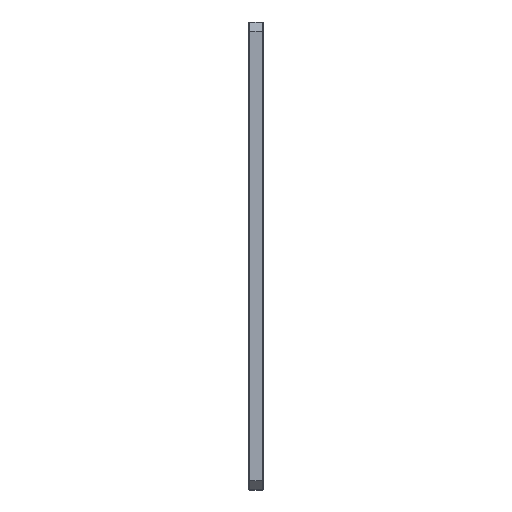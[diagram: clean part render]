
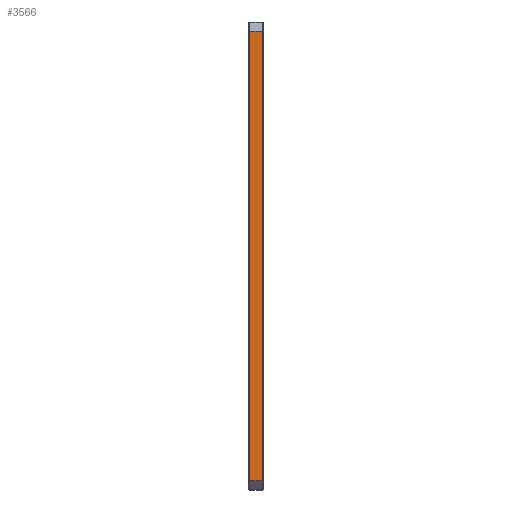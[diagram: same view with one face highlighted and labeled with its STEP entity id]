
A CAD part, left-side view. The second image highlights one B-rep face of the part: STEP entity #3566.
In plain terms, the highlighted planar face has unit normal (-1, 0, 0).
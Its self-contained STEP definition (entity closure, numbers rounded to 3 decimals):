
#209 = ORIENTED_EDGE ( 'NONE', *, *, #3361, .T. ) ;
#482 = VECTOR ( 'NONE', #1244, 1000. ) ;
#493 = FACE_OUTER_BOUND ( 'NONE', #4684, .T. ) ;
#785 = VECTOR ( 'NONE', #1318, 1000. ) ;
#886 = ORIENTED_EDGE ( 'NONE', *, *, #4643, .T. ) ;
#1244 = DIRECTION ( 'NONE',  ( 0., -1., 0. ) ) ;
#1275 = DIRECTION ( 'NONE',  ( 0., 0., -1. ) ) ;
#1318 = DIRECTION ( 'NONE',  ( 0., 1., 0. ) ) ;
#1740 = CARTESIAN_POINT ( 'NONE',  ( -580., 14., 247.5 ) ) ;
#1949 = DIRECTION ( 'NONE',  ( 0., 0., 1. ) ) ;
#2144 = CARTESIAN_POINT ( 'NONE',  ( -580., 14., 237.5 ) ) ;
#2737 = CARTESIAN_POINT ( 'NONE',  ( -580., 1., -237.5 ) ) ;
#3001 = DIRECTION ( 'NONE',  ( 1., 0., 0. ) ) ;
#3053 = VERTEX_POINT ( 'NONE', #2144 ) ;
#3065 = PLANE ( 'NONE',  #3740 ) ;
#3361 = EDGE_CURVE ( 'NONE', #3053, #4622, #5012, .T. ) ;
#3400 = CARTESIAN_POINT ( 'NONE',  ( -580., 1., 237.5 ) ) ;
#3452 = EDGE_CURVE ( 'NONE', #4622, #4290, #4079, .T. ) ;
#3566 = ADVANCED_FACE ( 'NONE', ( #493 ), #3065, .F. ) ;
#3740 = AXIS2_PLACEMENT_3D ( 'NONE', #5909, #3001, #1275 ) ;
#3797 = VECTOR ( 'NONE', #1949, 1000. ) ;
#3835 = ORIENTED_EDGE ( 'NONE', *, *, #3452, .T. ) ;
#3897 = VERTEX_POINT ( 'NONE', #6024 ) ;
#3949 = LINE ( 'NONE', #3400, #3797 ) ;
#4038 = CARTESIAN_POINT ( 'NONE',  ( -580., 14., -237.5 ) ) ;
#4079 = LINE ( 'NONE', #5128, #482 ) ;
#4290 = VERTEX_POINT ( 'NONE', #2737 ) ;
#4622 = VERTEX_POINT ( 'NONE', #4038 ) ;
#4624 = VECTOR ( 'NONE', #4773, 1000. ) ;
#4639 = ORIENTED_EDGE ( 'NONE', *, *, #4728, .T. ) ;
#4643 = EDGE_CURVE ( 'NONE', #3897, #3053, #5994, .T. ) ;
#4684 = EDGE_LOOP ( 'NONE', ( #3835, #4639, #886, #209 ) ) ;
#4728 = EDGE_CURVE ( 'NONE', #4290, #3897, #3949, .T. ) ;
#4773 = DIRECTION ( 'NONE',  ( 0., 0., -1. ) ) ;
#5012 = LINE ( 'NONE', #1740, #4624 ) ;
#5128 = CARTESIAN_POINT ( 'NONE',  ( -580., 15., -237.5 ) ) ;
#5909 = CARTESIAN_POINT ( 'NONE',  ( -580., 15., 247.5 ) ) ;
#5994 = LINE ( 'NONE', #6140, #785 ) ;
#6024 = CARTESIAN_POINT ( 'NONE',  ( -580., 1., 237.5 ) ) ;
#6140 = CARTESIAN_POINT ( 'NONE',  ( -580., 15., 237.5 ) ) ;
